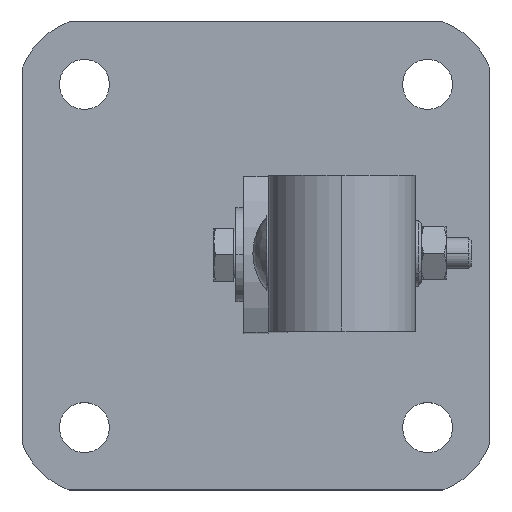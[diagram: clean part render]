
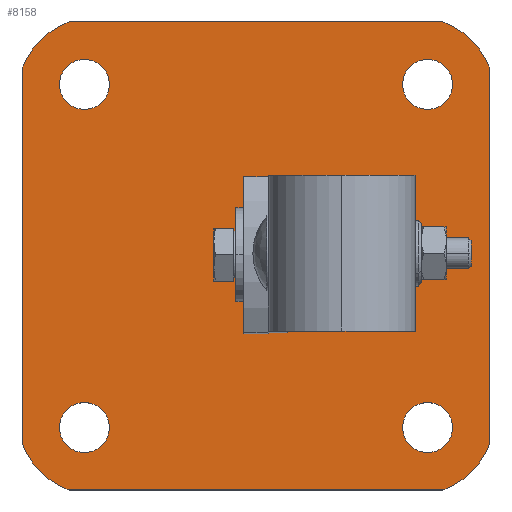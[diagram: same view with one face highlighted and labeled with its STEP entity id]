
A CAD part, top view. The second image highlights one B-rep face of the part: STEP entity #8158.
In plain terms, the highlighted planar face has unit normal (0, 0, 1).
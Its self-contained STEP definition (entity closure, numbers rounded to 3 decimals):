
#66 = VERTEX_POINT ( 'NONE', #6291 ) ;
#81 = EDGE_LOOP ( 'NONE', ( #992, #7452 ) ) ;
#247 = CARTESIAN_POINT ( 'NONE',  ( 20., 20., 8. ) ) ;
#380 = VERTEX_POINT ( 'NONE', #841 ) ;
#568 = EDGE_CURVE ( 'NONE', #11557, #6446, #7141, .T. ) ;
#579 = ORIENTED_EDGE ( 'NONE', *, *, #9574, .F. ) ;
#624 = CARTESIAN_POINT ( 'NONE',  ( 150., 134.895, 8. ) ) ;
#629 = DIRECTION ( 'NONE',  ( 0., 1., 0. ) ) ;
#691 = CARTESIAN_POINT ( 'NONE',  ( 130., 130., 8. ) ) ;
#723 = AXIS2_PLACEMENT_3D ( 'NONE', #10658, #10712, #8990 ) ;
#732 = VERTEX_POINT ( 'NONE', #3471 ) ;
#819 = EDGE_CURVE ( 'NONE', #1477, #66, #8640, .T. ) ;
#841 = CARTESIAN_POINT ( 'NONE',  ( 138., 130., 8. ) ) ;
#853 = LINE ( 'NONE', #11011, #2892 ) ;
#869 = DIRECTION ( 'NONE',  ( 1., 0., 0. ) ) ;
#895 = VERTEX_POINT ( 'NONE', #3973 ) ;
#992 = ORIENTED_EDGE ( 'NONE', *, *, #819, .F. ) ;
#1027 = CIRCLE ( 'NONE', #1420, 8. ) ;
#1100 = ORIENTED_EDGE ( 'NONE', *, *, #568, .F. ) ;
#1122 = DIRECTION ( 'NONE',  ( 0., 0., 1. ) ) ;
#1315 = CARTESIAN_POINT ( 'NONE',  ( 122., 130., 8. ) ) ;
#1358 = CIRCLE ( 'NONE', #2520, 25. ) ;
#1414 = VERTEX_POINT ( 'NONE', #6292 ) ;
#1420 = AXIS2_PLACEMENT_3D ( 'NONE', #3807, #11224, #869 ) ;
#1461 = ORIENTED_EDGE ( 'NONE', *, *, #4202, .F. ) ;
#1477 = VERTEX_POINT ( 'NONE', #10276 ) ;
#1487 = CARTESIAN_POINT ( 'NONE',  ( 134.895, 150., 8. ) ) ;
#1489 = VERTEX_POINT ( 'NONE', #1315 ) ;
#1527 = VERTEX_POINT ( 'NONE', #624 ) ;
#1562 = LINE ( 'NONE', #5274, #7347 ) ;
#1890 = DIRECTION ( 'NONE',  ( 0., 0., 1. ) ) ;
#1927 = CIRCLE ( 'NONE', #4852, 8. ) ;
#2108 = ORIENTED_EDGE ( 'NONE', *, *, #3361, .F. ) ;
#2176 = VECTOR ( 'NONE', #6938, 1000. ) ;
#2221 = DIRECTION ( 'NONE',  ( 0., 0., 1. ) ) ;
#2428 = CARTESIAN_POINT ( 'NONE',  ( 130., 20., 8. ) ) ;
#2491 = CIRCLE ( 'NONE', #11934, 8. ) ;
#2520 = AXIS2_PLACEMENT_3D ( 'NONE', #3029, #10341, #5820 ) ;
#2811 = DIRECTION ( 'NONE',  ( 0., 0., 1. ) ) ;
#2892 = VECTOR ( 'NONE', #5427, 1000. ) ;
#3029 = CARTESIAN_POINT ( 'NONE',  ( 126.464, 126.464, 8. ) ) ;
#3070 = AXIS2_PLACEMENT_3D ( 'NONE', #4352, #6384, #8868 ) ;
#3279 = DIRECTION ( 'NONE',  ( 1., 0., 0. ) ) ;
#3287 = EDGE_CURVE ( 'NONE', #4217, #4828, #2491, .T. ) ;
#3361 = EDGE_CURVE ( 'NONE', #6446, #11557, #6364, .T. ) ;
#3379 = EDGE_CURVE ( 'NONE', #732, #10438, #8690, .T. ) ;
#3471 = CARTESIAN_POINT ( 'NONE',  ( 15.105, 150., 8. ) ) ;
#3500 = CARTESIAN_POINT ( 'NONE',  ( 28., 20., 8. ) ) ;
#3661 = AXIS2_PLACEMENT_3D ( 'NONE', #11733, #9771, #9955 ) ;
#3716 = DIRECTION ( 'NONE',  ( 1., 0., 0. ) ) ;
#3807 = CARTESIAN_POINT ( 'NONE',  ( 20., 130., 8. ) ) ;
#3910 = DIRECTION ( 'NONE',  ( 1., 0., 0. ) ) ;
#3973 = CARTESIAN_POINT ( 'NONE',  ( 15.105, 0., 8. ) ) ;
#4162 = ORIENTED_EDGE ( 'NONE', *, *, #5426, .T. ) ;
#4178 = VERTEX_POINT ( 'NONE', #5988 ) ;
#4202 = EDGE_CURVE ( 'NONE', #1414, #10438, #1562, .T. ) ;
#4217 = VERTEX_POINT ( 'NONE', #3500 ) ;
#4239 = LINE ( 'NONE', #8769, #9275 ) ;
#4258 = CARTESIAN_POINT ( 'NONE',  ( 0., 134.895, 8. ) ) ;
#4352 = CARTESIAN_POINT ( 'NONE',  ( 126.464, 23.536, 8. ) ) ;
#4366 = ORIENTED_EDGE ( 'NONE', *, *, #7558, .F. ) ;
#4419 = ORIENTED_EDGE ( 'NONE', *, *, #7655, .T. ) ;
#4492 = EDGE_CURVE ( 'NONE', #1489, #380, #1927, .T. ) ;
#4642 = DIRECTION ( 'NONE',  ( 1., 0., 0. ) ) ;
#4811 = EDGE_CURVE ( 'NONE', #1527, #11665, #1358, .T. ) ;
#4817 = CARTESIAN_POINT ( 'NONE',  ( 20., 20., 8. ) ) ;
#4828 = VERTEX_POINT ( 'NONE', #5763 ) ;
#4852 = AXIS2_PLACEMENT_3D ( 'NONE', #8425, #1890, #8361 ) ;
#5085 = ORIENTED_EDGE ( 'NONE', *, *, #3379, .T. ) ;
#5274 = CARTESIAN_POINT ( 'NONE',  ( 0., 0., 8. ) ) ;
#5357 = VERTEX_POINT ( 'NONE', #6825 ) ;
#5426 = EDGE_CURVE ( 'NONE', #895, #5357, #853, .T. ) ;
#5427 = DIRECTION ( 'NONE',  ( 1., 0., 0. ) ) ;
#5733 = CARTESIAN_POINT ( 'NONE',  ( 20., 130., 8. ) ) ;
#5763 = CARTESIAN_POINT ( 'NONE',  ( 12., 20., 8. ) ) ;
#5820 = DIRECTION ( 'NONE',  ( 1., 0., 0. ) ) ;
#5868 = FACE_BOUND ( 'NONE', #7770, .T. ) ;
#5988 = CARTESIAN_POINT ( 'NONE',  ( 150., 15.105, 8. ) ) ;
#6154 = EDGE_LOOP ( 'NONE', ( #4366, #8464 ) ) ;
#6291 = CARTESIAN_POINT ( 'NONE',  ( 28., 130., 8. ) ) ;
#6292 = CARTESIAN_POINT ( 'NONE',  ( 0., 15.105, 8. ) ) ;
#6364 = CIRCLE ( 'NONE', #723, 8. ) ;
#6384 = DIRECTION ( 'NONE',  ( 0., 0., 1. ) ) ;
#6446 = VERTEX_POINT ( 'NONE', #8791 ) ;
#6670 = ORIENTED_EDGE ( 'NONE', *, *, #9011, .T. ) ;
#6825 = CARTESIAN_POINT ( 'NONE',  ( 134.895, 0., 8. ) ) ;
#6848 = EDGE_LOOP ( 'NONE', ( #4419, #5085, #1461, #8319, #4162, #6670, #7929, #11968 ) ) ;
#6938 = DIRECTION ( 'NONE',  ( -1., 0., 0. ) ) ;
#7141 = CIRCLE ( 'NONE', #9860, 8. ) ;
#7308 = CIRCLE ( 'NONE', #10605, 8. ) ;
#7347 = VECTOR ( 'NONE', #629, 1000. ) ;
#7452 = ORIENTED_EDGE ( 'NONE', *, *, #8079, .F. ) ;
#7558 = EDGE_CURVE ( 'NONE', #4828, #4217, #8152, .T. ) ;
#7655 = EDGE_CURVE ( 'NONE', #11665, #732, #10462, .T. ) ;
#7706 = FACE_OUTER_BOUND ( 'NONE', #6848, .T. ) ;
#7770 = EDGE_LOOP ( 'NONE', ( #2108, #1100 ) ) ;
#7929 = ORIENTED_EDGE ( 'NONE', *, *, #9517, .F. ) ;
#8079 = EDGE_CURVE ( 'NONE', #66, #1477, #1027, .T. ) ;
#8152 = CIRCLE ( 'NONE', #9713, 8. ) ;
#8158 = ADVANCED_FACE ( 'NONE', ( #5868, #9549, #9605, #8642, #7706 ), #11395, .T. ) ;
#8227 = AXIS2_PLACEMENT_3D ( 'NONE', #5733, #2811, #4642 ) ;
#8319 = ORIENTED_EDGE ( 'NONE', *, *, #10648, .T. ) ;
#8361 = DIRECTION ( 'NONE',  ( 1., 0., 0. ) ) ;
#8384 = EDGE_LOOP ( 'NONE', ( #9103, #579 ) ) ;
#8425 = CARTESIAN_POINT ( 'NONE',  ( 130., 130., 8. ) ) ;
#8464 = ORIENTED_EDGE ( 'NONE', *, *, #3287, .F. ) ;
#8582 = AXIS2_PLACEMENT_3D ( 'NONE', #11198, #11009, #3910 ) ;
#8640 = CIRCLE ( 'NONE', #8227, 8. ) ;
#8642 = FACE_BOUND ( 'NONE', #6154, .T. ) ;
#8690 = CIRCLE ( 'NONE', #3661, 25. ) ;
#8724 = CARTESIAN_POINT ( 'NONE',  ( 150., 150., 8. ) ) ;
#8769 = CARTESIAN_POINT ( 'NONE',  ( 150., 150., 8. ) ) ;
#8791 = CARTESIAN_POINT ( 'NONE',  ( 122., 20., 8. ) ) ;
#8868 = DIRECTION ( 'NONE',  ( 1., 0., 0. ) ) ;
#8950 = DIRECTION ( 'NONE',  ( 1., 0., 0. ) ) ;
#8990 = DIRECTION ( 'NONE',  ( 1., 0., 0. ) ) ;
#9011 = EDGE_CURVE ( 'NONE', #5357, #4178, #10579, .T. ) ;
#9103 = ORIENTED_EDGE ( 'NONE', *, *, #4492, .F. ) ;
#9275 = VECTOR ( 'NONE', #11522, 1000. ) ;
#9517 = EDGE_CURVE ( 'NONE', #1527, #4178, #4239, .T. ) ;
#9549 = FACE_BOUND ( 'NONE', #81, .T. ) ;
#9574 = EDGE_CURVE ( 'NONE', #380, #1489, #7308, .T. ) ;
#9605 = FACE_BOUND ( 'NONE', #8384, .T. ) ;
#9713 = AXIS2_PLACEMENT_3D ( 'NONE', #4817, #10165, #3716 ) ;
#9720 = CARTESIAN_POINT ( 'NONE',  ( 23.536, 23.536, 8. ) ) ;
#9771 = DIRECTION ( 'NONE',  ( 0., 0., 1. ) ) ;
#9860 = AXIS2_PLACEMENT_3D ( 'NONE', #2428, #11535, #3279 ) ;
#9914 = DIRECTION ( 'NONE',  ( 0., 0., 1. ) ) ;
#9955 = DIRECTION ( 'NONE',  ( -1., 0., 0. ) ) ;
#10165 = DIRECTION ( 'NONE',  ( 0., 0., 1. ) ) ;
#10276 = CARTESIAN_POINT ( 'NONE',  ( 12., 130., 8. ) ) ;
#10341 = DIRECTION ( 'NONE',  ( 0., 0., 1. ) ) ;
#10438 = VERTEX_POINT ( 'NONE', #4258 ) ;
#10462 = LINE ( 'NONE', #8724, #2176 ) ;
#10494 = DIRECTION ( 'NONE',  ( 1., 0., 0. ) ) ;
#10579 = CIRCLE ( 'NONE', #3070, 25. ) ;
#10605 = AXIS2_PLACEMENT_3D ( 'NONE', #691, #9914, #8950 ) ;
#10648 = EDGE_CURVE ( 'NONE', #1414, #895, #11427, .T. ) ;
#10658 = CARTESIAN_POINT ( 'NONE',  ( 130., 20., 8. ) ) ;
#10712 = DIRECTION ( 'NONE',  ( 0., 0., 1. ) ) ;
#11009 = DIRECTION ( 'NONE',  ( 0., 0., 1. ) ) ;
#11011 = CARTESIAN_POINT ( 'NONE',  ( 0., 0., 8. ) ) ;
#11198 = CARTESIAN_POINT ( 'NONE',  ( 0., 150., 8. ) ) ;
#11224 = DIRECTION ( 'NONE',  ( 0., 0., 1. ) ) ;
#11395 = PLANE ( 'NONE',  #8582 ) ;
#11427 = CIRCLE ( 'NONE', #11794, 25. ) ;
#11522 = DIRECTION ( 'NONE',  ( 0., -1., 0. ) ) ;
#11535 = DIRECTION ( 'NONE',  ( 0., 0., 1. ) ) ;
#11557 = VERTEX_POINT ( 'NONE', #11771 ) ;
#11635 = DIRECTION ( 'NONE',  ( 1., 0., 0. ) ) ;
#11665 = VERTEX_POINT ( 'NONE', #1487 ) ;
#11733 = CARTESIAN_POINT ( 'NONE',  ( 23.536, 126.464, 8. ) ) ;
#11771 = CARTESIAN_POINT ( 'NONE',  ( 138., 20., 8. ) ) ;
#11794 = AXIS2_PLACEMENT_3D ( 'NONE', #9720, #2221, #11635 ) ;
#11934 = AXIS2_PLACEMENT_3D ( 'NONE', #247, #1122, #10494 ) ;
#11968 = ORIENTED_EDGE ( 'NONE', *, *, #4811, .T. ) ;
